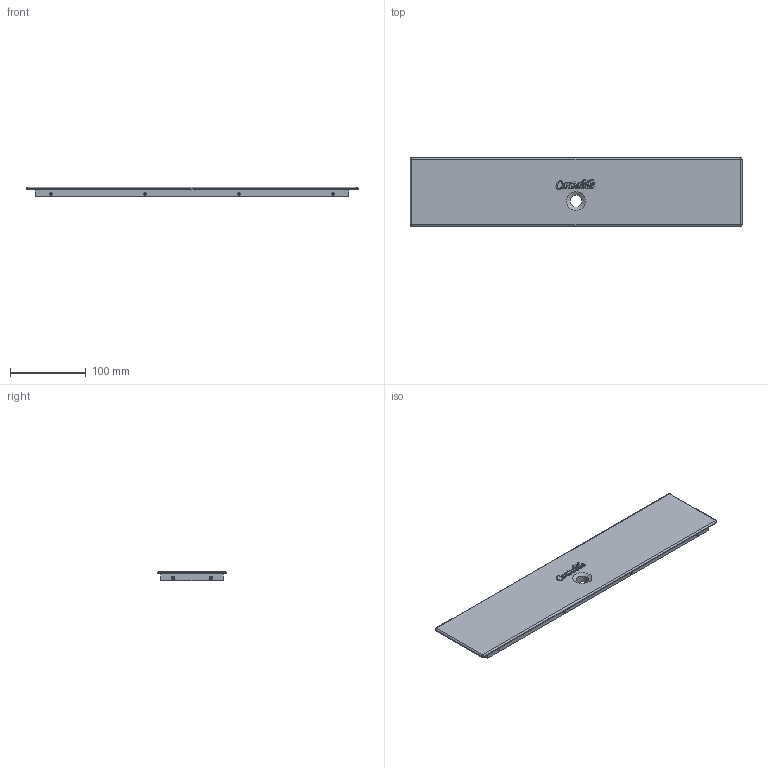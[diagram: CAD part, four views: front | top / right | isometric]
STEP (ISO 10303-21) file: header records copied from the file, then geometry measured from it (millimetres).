
FILE_DESCRIPTION (( 'STEP AP214' ), '1' );
FILE_NAME ('FrontPanel.STEP', '2018-07-25T17:27:02', ( '' ), ( '' ), 'SwSTEP 2.0', 'SolidWorks 2018', '' );
FILE_SCHEMA (( 'AUTOMOTIVE_DESIGN' ));
Length unit declared in the file: millimetre
Products named in the file (1): FrontPanel
Bounding box: 438 x 90 x 12 mm (x, y, z)
Volume: 416879.8 mm3; surface area: 93915.2 mm2
Topology: 1 solids, 1 shells, 264 faces, 722 edges, 462 vertices
Faces by surface type: bspline 150, plane 58, cone 26, cylinder 26, sphere 4
Entity records: 11934 total; most frequent: CARTESIAN_POINT 5991, ORIENTED_EDGE 1420, DIRECTION 710, EDGE_CURVE 710, VERTEX_POINT 462, VECTOR 340, LINE 340, B_SPLINE_CURVE_WITH_KNOTS 300
